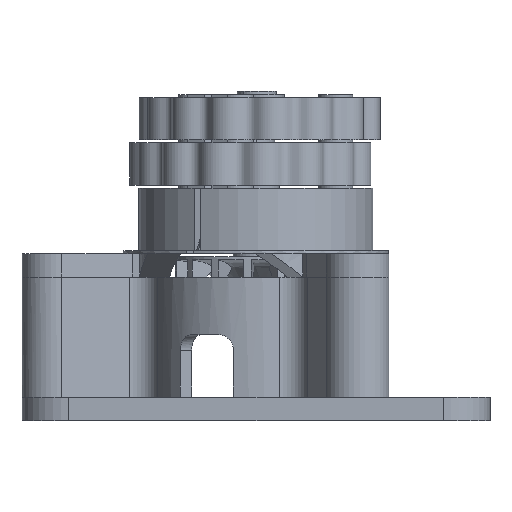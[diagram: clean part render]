
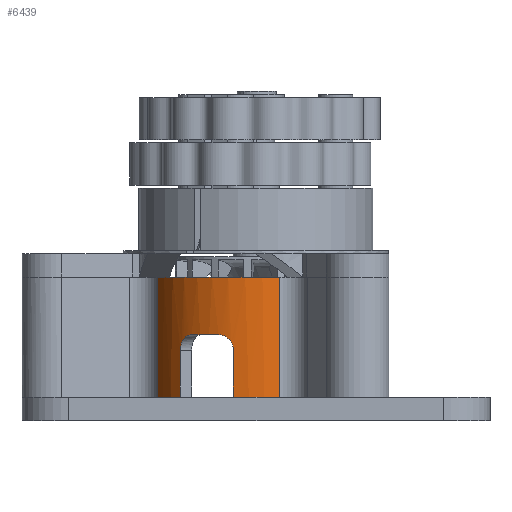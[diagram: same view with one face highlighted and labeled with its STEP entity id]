
A CAD part, left-side view. The second image highlights one B-rep face of the part: STEP entity #6439.
In plain terms, the highlighted cylindrical face has radius 6.6 mm (diameter 13.2 mm), a partial arc.
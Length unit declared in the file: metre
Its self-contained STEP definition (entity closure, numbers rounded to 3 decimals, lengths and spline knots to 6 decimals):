
#158=B_SPLINE_CURVE_WITH_KNOTS('',3,(#14836,#14837,#14838,#14839,#14840),
 .UNSPECIFIED.,.F.,.F.,(4,1,4),(0.,0.5,1.),.UNSPECIFIED.);
#159=B_SPLINE_CURVE_WITH_KNOTS('',3,(#14844,#14845,#14846,#14847,#14848),
 .UNSPECIFIED.,.F.,.F.,(4,1,4),(0.,0.5,1.),.UNSPECIFIED.);
#627=CIRCLE('',#7123,0.0066);
#628=CIRCLE('',#7124,0.0066);
#629=CIRCLE('',#7125,0.0066);
#630=CIRCLE('',#7126,0.0066);
#2227=ORIENTED_EDGE('',*,*,#3315,.F.);
#2228=ORIENTED_EDGE('',*,*,#3316,.T.);
#2229=ORIENTED_EDGE('',*,*,#3317,.T.);
#2230=ORIENTED_EDGE('',*,*,#3318,.F.);
#2231=ORIENTED_EDGE('',*,*,#3319,.T.);
#2232=ORIENTED_EDGE('',*,*,#3320,.T.);
#2233=ORIENTED_EDGE('',*,*,#3321,.T.);
#2234=ORIENTED_EDGE('',*,*,#3322,.T.);
#2235=ORIENTED_EDGE('',*,*,#3323,.F.);
#2236=ORIENTED_EDGE('',*,*,#3324,.F.);
#3315=EDGE_CURVE('',#3990,#3991,#4498,.T.);
#3316=EDGE_CURVE('',#3990,#3992,#627,.T.);
#3317=EDGE_CURVE('',#3992,#3993,#4499,.F.);
#3318=EDGE_CURVE('',#3994,#3993,#628,.T.);
#3319=EDGE_CURVE('',#3994,#3995,#4500,.T.);
#3320=EDGE_CURVE('',#3995,#3996,#629,.T.);
#3321=EDGE_CURVE('',#3996,#3997,#4501,.T.);
#3322=EDGE_CURVE('',#3997,#3998,#158,.T.);
#3323=EDGE_CURVE('',#3999,#3998,#630,.T.);
#3324=EDGE_CURVE('',#3991,#3999,#159,.T.);
#3990=VERTEX_POINT('',#14822);
#3991=VERTEX_POINT('',#14823);
#3992=VERTEX_POINT('',#14825);
#3993=VERTEX_POINT('',#14827);
#3994=VERTEX_POINT('',#14829);
#3995=VERTEX_POINT('',#14831);
#3996=VERTEX_POINT('',#14833);
#3997=VERTEX_POINT('',#14835);
#3998=VERTEX_POINT('',#14841);
#3999=VERTEX_POINT('',#14843);
#4498=LINE('',#14821,#4977);
#4499=LINE('',#14826,#4978);
#4500=LINE('',#14830,#4979);
#4501=LINE('',#14834,#4980);
#4977=VECTOR('',#8759,1.);
#4978=VECTOR('',#8762,1.);
#4979=VECTOR('',#8765,1.);
#4980=VECTOR('',#8768,1.);
#5439=EDGE_LOOP('',(#2227,#2228,#2229,#2230,#2231,#2232,#2233,#2234,#2235,
#2236));
#5914=FACE_BOUND('',#5439,.T.);
#6109=CYLINDRICAL_SURFACE('',#7122,0.0066);
#6439=ADVANCED_FACE('',(#5914),#6109,.T.);
#7122=AXIS2_PLACEMENT_3D('',#14820,#8757,#8758);
#7123=AXIS2_PLACEMENT_3D('',#14824,#8760,#8761);
#7124=AXIS2_PLACEMENT_3D('',#14828,#8763,#8764);
#7125=AXIS2_PLACEMENT_3D('',#14832,#8766,#8767);
#7126=AXIS2_PLACEMENT_3D('',#14842,#8769,#8770);
#8757=DIRECTION('',(0.,0.,-1.));
#8758=DIRECTION('',(-1.,0.,0.));
#8759=DIRECTION('',(0.,0.,1.));
#8760=DIRECTION('',(0.,0.,1.));
#8761=DIRECTION('',(1.,0.,0.));
#8762=DIRECTION('',(0.,0.,-1.));
#8763=DIRECTION('',(0.,0.,1.));
#8764=DIRECTION('',(1.,0.,0.));
#8765=DIRECTION('',(0.,0.,-1.));
#8766=DIRECTION('',(0.,0.,1.));
#8767=DIRECTION('',(1.,0.,0.));
#8768=DIRECTION('',(0.,0.,1.));
#8769=DIRECTION('',(0.,0.,-1.));
#8770=DIRECTION('',(-1.,0.,0.));
#14820=CARTESIAN_POINT('',(0.,0.,0.0015));
#14821=CARTESIAN_POINT('',(-0.00644,0.001444,0.0035));
#14822=CARTESIAN_POINT('',(-0.00644,0.001444,0.0015));
#14823=CARTESIAN_POINT('',(-0.00644,0.001444,0.0045));
#14824=CARTESIAN_POINT('',(0.,0.,0.0015));
#14825=CARTESIAN_POINT('',(-0.006426,-0.001504,0.0015));
#14826=CARTESIAN_POINT('',(-0.006426,-0.001504,0.0015));
#14827=CARTESIAN_POINT('',(-0.006426,-0.001504,0.0092));
#14828=CARTESIAN_POINT('',(0.,0.,0.0092));
#14829=CARTESIAN_POINT('',(-0.00191,0.006317,0.0092));
#14830=CARTESIAN_POINT('',(-0.00191,0.006317,0.0015));
#14831=CARTESIAN_POINT('',(-0.00191,0.006317,0.0015));
#14832=CARTESIAN_POINT('',(0.,0.,0.0015));
#14833=CARTESIAN_POINT('',(-0.004471,0.004855,0.0015));
#14834=CARTESIAN_POINT('',(-0.004471,0.004855,0.0035));
#14835=CARTESIAN_POINT('',(-0.004471,0.004855,0.0045));
#14836=CARTESIAN_POINT('',(-0.004471,0.004855,0.0045));
#14837=CARTESIAN_POINT('',(-0.004471,0.004855,0.004765));
#14838=CARTESIAN_POINT('',(-0.004635,0.004711,0.005282));
#14839=CARTESIAN_POINT('',(-0.004986,0.004332,0.0055));
#14840=CARTESIAN_POINT('',(-0.005152,0.004125,0.0055));
#14841=CARTESIAN_POINT('',(-0.005152,0.004125,0.0055));
#14842=CARTESIAN_POINT('',(0.,0.,0.0055));
#14843=CARTESIAN_POINT('',(-0.006148,0.002399,0.0055));
#14844=CARTESIAN_POINT('',(-0.00644,0.001444,0.0045));
#14845=CARTESIAN_POINT('',(-0.00644,0.001444,0.004765));
#14846=CARTESIAN_POINT('',(-0.006397,0.001659,0.005282));
#14847=CARTESIAN_POINT('',(-0.006245,0.002152,0.0055));
#14848=CARTESIAN_POINT('',(-0.006148,0.002399,0.0055));
